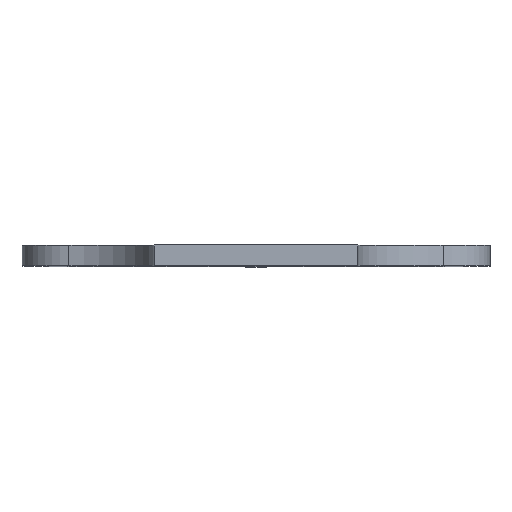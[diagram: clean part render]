
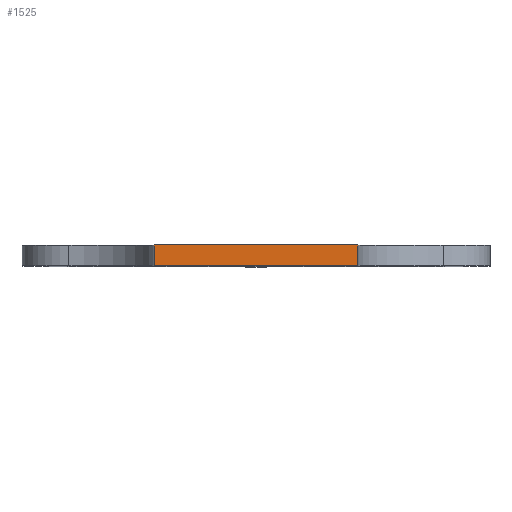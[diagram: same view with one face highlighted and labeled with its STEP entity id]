
A CAD part, top view. The second image highlights one B-rep face of the part: STEP entity #1525.
In plain terms, the highlighted planar face has unit normal (0, 0, 1).
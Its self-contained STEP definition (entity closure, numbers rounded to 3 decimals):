
#84 = CARTESIAN_POINT ( 'NONE',  ( -10., 0., 43. ) ) ;
#96 = VECTOR ( 'NONE', #1375, 1000. ) ;
#135 = LINE ( 'NONE', #285, #96 ) ;
#141 = ORIENTED_EDGE ( 'NONE', *, *, #172, .F. ) ;
#172 = EDGE_CURVE ( 'NONE', #1341, #378, #1194, .T. ) ;
#193 = EDGE_CURVE ( 'NONE', #500, #638, #917, .T. ) ;
#212 = CARTESIAN_POINT ( 'NONE',  ( 10., 2., 43. ) ) ;
#214 = EDGE_CURVE ( 'NONE', #1341, #500, #1183, .T. ) ;
#262 = DIRECTION ( 'NONE',  ( 1., 0., 0. ) ) ;
#285 = CARTESIAN_POINT ( 'NONE',  ( -10., 2., 43. ) ) ;
#378 = VERTEX_POINT ( 'NONE', #509 ) ;
#410 = EDGE_CURVE ( 'NONE', #378, #638, #135, .T. ) ;
#477 = VECTOR ( 'NONE', #926, 1000. ) ;
#500 = VERTEX_POINT ( 'NONE', #1507 ) ;
#509 = CARTESIAN_POINT ( 'NONE',  ( -10., 2., 43. ) ) ;
#535 = ORIENTED_EDGE ( 'NONE', *, *, #410, .F. ) ;
#578 = VECTOR ( 'NONE', #909, 1000. ) ;
#638 = VERTEX_POINT ( 'NONE', #212 ) ;
#650 = CARTESIAN_POINT ( 'NONE',  ( -10., 0., 43. ) ) ;
#767 = DIRECTION ( 'NONE',  ( 0., 0., 1. ) ) ;
#803 = CARTESIAN_POINT ( 'NONE',  ( 10., 0., 43. ) ) ;
#877 = PLANE ( 'NONE',  #1447 ) ;
#909 = DIRECTION ( 'NONE',  ( 1., 0., 0. ) ) ;
#917 = LINE ( 'NONE', #803, #477 ) ;
#926 = DIRECTION ( 'NONE',  ( 0., 1., 0. ) ) ;
#1000 = FACE_OUTER_BOUND ( 'NONE', #1580, .T. ) ;
#1035 = DIRECTION ( 'NONE',  ( 0., 1., 0. ) ) ;
#1047 = CARTESIAN_POINT ( 'NONE',  ( -10., 0., 43. ) ) ;
#1064 = ORIENTED_EDGE ( 'NONE', *, *, #193, .T. ) ;
#1183 = LINE ( 'NONE', #84, #578 ) ;
#1194 = LINE ( 'NONE', #1552, #1536 ) ;
#1341 = VERTEX_POINT ( 'NONE', #1047 ) ;
#1375 = DIRECTION ( 'NONE',  ( 1., 0., 0. ) ) ;
#1447 = AXIS2_PLACEMENT_3D ( 'NONE', #650, #767, #262 ) ;
#1507 = CARTESIAN_POINT ( 'NONE',  ( 10., 0., 43. ) ) ;
#1525 = ADVANCED_FACE ( 'NONE', ( #1000 ), #877, .T. ) ;
#1536 = VECTOR ( 'NONE', #1035, 1000. ) ;
#1552 = CARTESIAN_POINT ( 'NONE',  ( -10., 0., 43. ) ) ;
#1580 = EDGE_LOOP ( 'NONE', ( #535, #141, #1590, #1064 ) ) ;
#1590 = ORIENTED_EDGE ( 'NONE', *, *, #214, .T. ) ;
